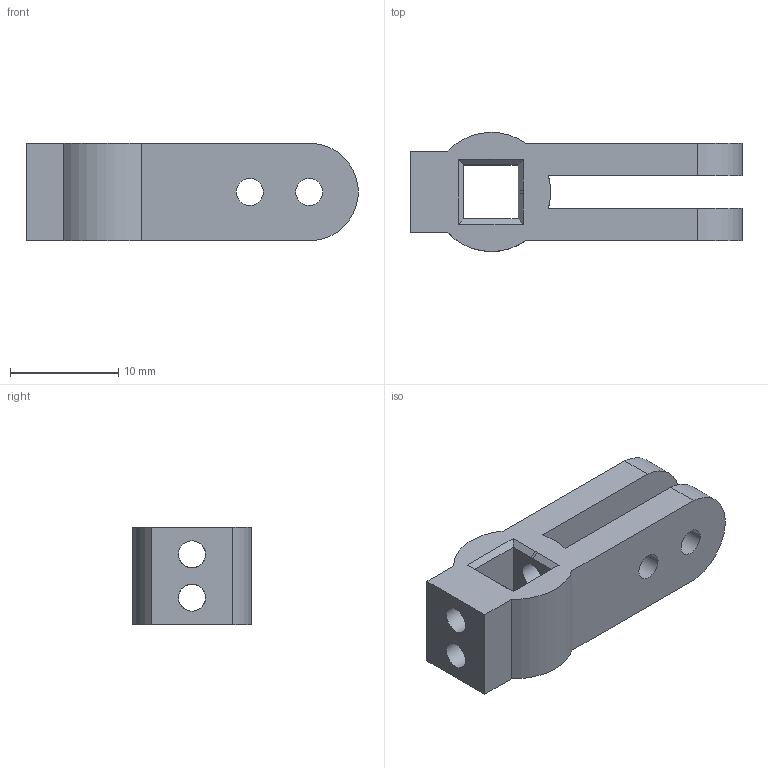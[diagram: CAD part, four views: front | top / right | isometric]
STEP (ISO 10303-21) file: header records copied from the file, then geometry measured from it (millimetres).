
FILE_DESCRIPTION(/* description */ (''),/* implementation_level */ '2;1');
FILE_NAME(/* name */ 'rod-arm v4.step',/* time_stamp */ '2020-01-12T23:22:39-08:00',/* author */ ('solaremperor'),/* organization */ (''),/* preprocessor_version */ 'ST-DEVELOPER v18',/* originating_system */ 'Autodesk Translation Framework v8.2.0.1029',/* authorisation */ '');
FILE_SCHEMA (('AUTOMOTIVE_DESIGN { 1 0 10303 214 3 1 1 }'));
Length unit declared in the file: millimetre
Products named in the file (1): rod-arm
Bounding box: 30.66 x 11 x 9 mm (x, y, z)
Volume: 1612.8 mm3; surface area: 1689.1 mm2
Topology: 1 solids, 1 shells, 46 faces, 140 edges, 94 vertices
Faces by surface type: plane 26, cylinder 18, cone 2
Full cylindrical faces by diameter (mm): 2.5 x8
Entity records: 1736 total; most frequent: CARTESIAN_POINT 383, ORIENTED_EDGE 280, DIRECTION 266, EDGE_CURVE 140, VERTEX_POINT 94, AXIS2_PLACEMENT_3D 93, LINE 80, VECTOR 80
